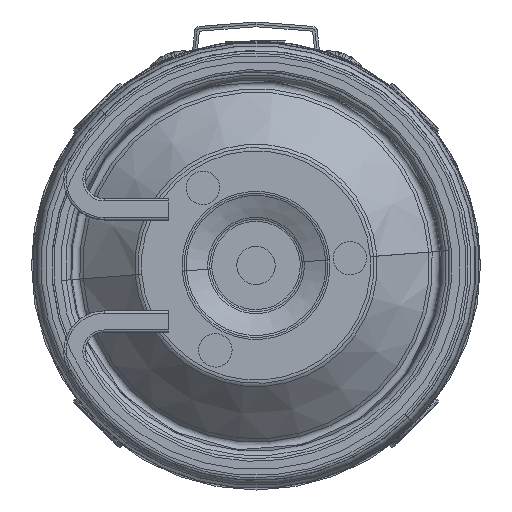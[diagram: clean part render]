
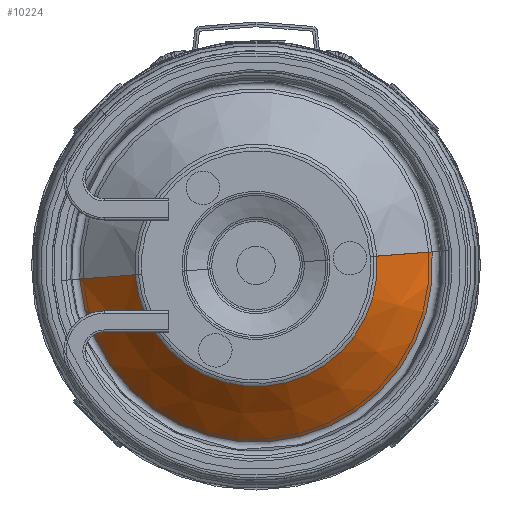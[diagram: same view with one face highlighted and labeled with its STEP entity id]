
A CAD part, front view. The second image highlights one B-rep face of the part: STEP entity #10224.
In plain terms, the highlighted conical face has half-angle 46.546 degrees and reference radius 25.375 mm.
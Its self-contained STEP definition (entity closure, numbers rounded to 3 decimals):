
#502 = AXIS2_PLACEMENT_3D ( 'NONE', #34204, #5567, #31088 ) ;
#610 = VERTEX_POINT ( 'NONE', #30844 ) ;
#1577 = VECTOR ( 'NONE', #25697, 1000. ) ;
#2214 = CARTESIAN_POINT ( 'NONE',  ( 0., 11.526, 0. ) ) ;
#3048 = EDGE_CURVE ( 'NONE', #36570, #610, #5031, .T. ) ;
#3768 = CARTESIAN_POINT ( 'NONE',  ( 0., 0.548, -25.376 ) ) ;
#4386 = ORIENTED_EDGE ( 'NONE', *, *, #3048, .T. ) ;
#4893 = CIRCLE ( 'NONE', #28279, 36.962 ) ;
#4963 = CARTESIAN_POINT ( 'NONE',  ( 0., 11.526, -36.962 ) ) ;
#5031 = CIRCLE ( 'NONE', #13719, 25.376 ) ;
#5567 = DIRECTION ( 'NONE',  ( 0., 1., 0. ) ) ;
#6805 = DIRECTION ( 'NONE',  ( 0., 0.688, 0.726 ) ) ;
#8288 = DIRECTION ( 'NONE',  ( 0., 1., 0. ) ) ;
#8903 = DIRECTION ( 'NONE',  ( 0., 0., 1. ) ) ;
#10224 = ADVANCED_FACE ( 'NONE', ( #11841 ), #26559, .T. ) ;
#11363 = CARTESIAN_POINT ( 'NONE',  ( 0., 0.548, 0. ) ) ;
#11599 = VECTOR ( 'NONE', #6805, 1000. ) ;
#11841 = FACE_OUTER_BOUND ( 'NONE', #14655, .T. ) ;
#12517 = CARTESIAN_POINT ( 'NONE',  ( 0., 0.548, -25.376 ) ) ;
#13165 = ORIENTED_EDGE ( 'NONE', *, *, #16380, .T. ) ;
#13719 = AXIS2_PLACEMENT_3D ( 'NONE', #11363, #27880, #21590 ) ;
#13782 = CARTESIAN_POINT ( 'NONE',  ( 0., 11.526, 36.962 ) ) ;
#14655 = EDGE_LOOP ( 'NONE', ( #33714, #4386, #13165, #17618 ) ) ;
#16380 = EDGE_CURVE ( 'NONE', #610, #26870, #33511, .T. ) ;
#17618 = ORIENTED_EDGE ( 'NONE', *, *, #33028, .F. ) ;
#18036 = VERTEX_POINT ( 'NONE', #4963 ) ;
#21590 = DIRECTION ( 'NONE',  ( 0., 0., 1. ) ) ;
#22913 = CARTESIAN_POINT ( 'NONE',  ( 0., 0.548, 25.376 ) ) ;
#25697 = DIRECTION ( 'NONE',  ( 0., 0.688, -0.726 ) ) ;
#26559 = CONICAL_SURFACE ( 'NONE', #502, 25.376, 0.812 ) ;
#26870 = VERTEX_POINT ( 'NONE', #13782 ) ;
#27880 = DIRECTION ( 'NONE',  ( 0., 1., 0. ) ) ;
#28279 = AXIS2_PLACEMENT_3D ( 'NONE', #2214, #8288, #8903 ) ;
#30844 = CARTESIAN_POINT ( 'NONE',  ( 0., 0.548, 25.376 ) ) ;
#31088 = DIRECTION ( 'NONE',  ( 0., 0., 1. ) ) ;
#31412 = EDGE_CURVE ( 'NONE', #36570, #18036, #38249, .T. ) ;
#33028 = EDGE_CURVE ( 'NONE', #18036, #26870, #4893, .T. ) ;
#33511 = LINE ( 'NONE', #22913, #11599 ) ;
#33714 = ORIENTED_EDGE ( 'NONE', *, *, #31412, .F. ) ;
#34204 = CARTESIAN_POINT ( 'NONE',  ( 0., 0.548, 0. ) ) ;
#36570 = VERTEX_POINT ( 'NONE', #3768 ) ;
#38249 = LINE ( 'NONE', #12517, #1577 ) ;
